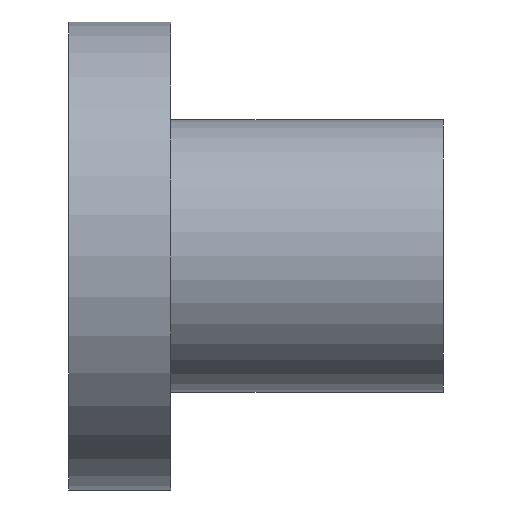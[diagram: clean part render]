
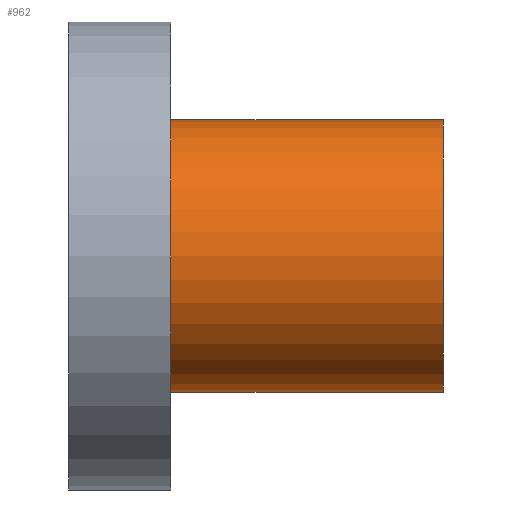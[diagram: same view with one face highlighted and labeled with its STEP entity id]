
A CAD part, front view. The second image highlights one B-rep face of the part: STEP entity #962.
In plain terms, the highlighted cylindrical face has radius 16 mm (diameter 32 mm), a partial arc.
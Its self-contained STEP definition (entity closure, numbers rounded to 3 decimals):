
#503 = AXIS2_PLACEMENT_3D ( 'NONE', #3881, #3864, #3849 ) ;
#786 = VERTEX_POINT ( 'NONE', #3927 ) ;
#962 = ADVANCED_FACE ( 'NONE', ( #3781 ), #3192, .T. ) ;
#1002 = EDGE_CURVE ( 'NONE', #2858, #1068, #3434, .T. ) ;
#1068 = VERTEX_POINT ( 'NONE', #3188 ) ;
#1150 = CIRCLE ( 'NONE', #503, 16. ) ;
#1215 = VECTOR ( 'NONE', #2305, 1000. ) ;
#1275 = LINE ( 'NONE', #2324, #1215 ) ;
#2002 = ORIENTED_EDGE ( 'NONE', *, *, #2558, .F. ) ;
#2017 = ORIENTED_EDGE ( 'NONE', *, *, #4479, .T. ) ;
#2030 = ORIENTED_EDGE ( 'NONE', *, *, #4361, .T. ) ;
#2064 = ORIENTED_EDGE ( 'NONE', *, *, #1002, .F. ) ;
#2305 = DIRECTION ( 'NONE',  ( 1., 0., 0. ) ) ;
#2324 = CARTESIAN_POINT ( 'NONE',  ( 44., 0., -16. ) ) ;
#2368 = DIRECTION ( 'NONE',  ( 0., 0., -1. ) ) ;
#2526 = EDGE_LOOP ( 'NONE', ( #2064, #2030, #2017, #2002 ) ) ;
#2558 = EDGE_CURVE ( 'NONE', #1068, #786, #1150, .T. ) ;
#2806 = DIRECTION ( 'NONE',  ( 0., 0., -1. ) ) ;
#2811 = DIRECTION ( 'NONE',  ( 1., 0., 0. ) ) ;
#2825 = CARTESIAN_POINT ( 'NONE',  ( 12., 0., 0. ) ) ;
#2858 = VERTEX_POINT ( 'NONE', #3292 ) ;
#2923 = CIRCLE ( 'NONE', #3081, 16. ) ;
#3081 = AXIS2_PLACEMENT_3D ( 'NONE', #2825, #2811, #2806 ) ;
#3121 = VECTOR ( 'NONE', #3242, 1000. ) ;
#3188 = CARTESIAN_POINT ( 'NONE',  ( 44., 0., 16. ) ) ;
#3192 = CYLINDRICAL_SURFACE ( 'NONE', #4510, 16. ) ;
#3242 = DIRECTION ( 'NONE',  ( 1., 0., 0. ) ) ;
#3256 = CARTESIAN_POINT ( 'NONE',  ( 44., 0., 16. ) ) ;
#3292 = CARTESIAN_POINT ( 'NONE',  ( 12., 0., 16. ) ) ;
#3354 = DIRECTION ( 'NONE',  ( 1., 0., 0. ) ) ;
#3366 = CARTESIAN_POINT ( 'NONE',  ( 44., 0., 0. ) ) ;
#3434 = LINE ( 'NONE', #3256, #3121 ) ;
#3663 = CARTESIAN_POINT ( 'NONE',  ( 12., 0., -16. ) ) ;
#3781 = FACE_OUTER_BOUND ( 'NONE', #2526, .T. ) ;
#3849 = DIRECTION ( 'NONE',  ( 0., 0., -1. ) ) ;
#3864 = DIRECTION ( 'NONE',  ( 1., 0., 0. ) ) ;
#3881 = CARTESIAN_POINT ( 'NONE',  ( 44., 0., 0. ) ) ;
#3927 = CARTESIAN_POINT ( 'NONE',  ( 44., 0., -16. ) ) ;
#3944 = VERTEX_POINT ( 'NONE', #3663 ) ;
#4361 = EDGE_CURVE ( 'NONE', #2858, #3944, #2923, .T. ) ;
#4479 = EDGE_CURVE ( 'NONE', #3944, #786, #1275, .T. ) ;
#4510 = AXIS2_PLACEMENT_3D ( 'NONE', #3366, #3354, #2368 ) ;
